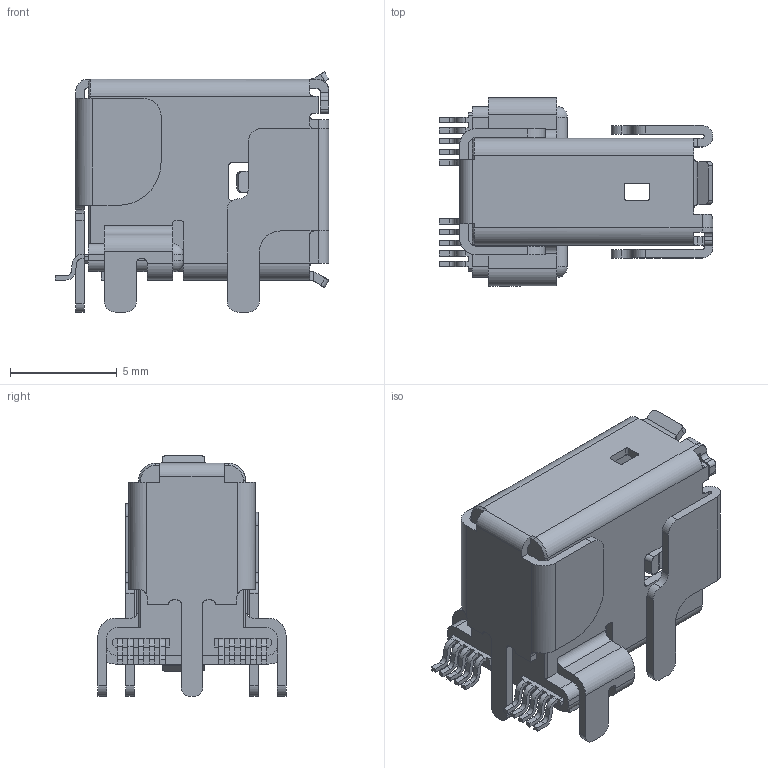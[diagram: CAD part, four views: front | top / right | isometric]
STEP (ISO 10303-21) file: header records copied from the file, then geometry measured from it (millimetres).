
FILE_DESCRIPTION(('Creo Elements/Direct Modeling STEP Export'),'2;1');
FILE_NAME('IX61G-B-10P.stp','2017-05-30T17:19:15',(''),(''),'PTC Creo Elements/Direct Modeling STEP processor for AP214 (Solid Model)','PTC Creo Elements/Direct Modeling 19.0E 27-Jun-2016 (C) Parametric Technology GmbH','');
FILE_SCHEMA(('AUTOMOTIVE_DESIGN { 1 0 10303 214 1 1 1 1 }'));
Length unit declared in the file: millimetre
Products named in the file (1): IX61G-B-10P
Bounding box: 12.8 x 8.8 x 11.25 mm (x, y, z)
Volume: 398.7 mm3; surface area: 892.5 mm2
Topology: 1 solids, 1 shells, 443 faces, 1271 edges, 829 vertices
Faces by surface type: plane 266, cylinder 167, sphere 4, bspline 2, cone 2, torus 2
Entity records: 14750 total; most frequent: CARTESIAN_POINT 2957, ORIENTED_EDGE 2534, DIRECTION 2419, EDGE_CURVE 1267, VECTOR 889, LINE 889, VERTEX_POINT 829, AXIS2_PLACEMENT_3D 765
